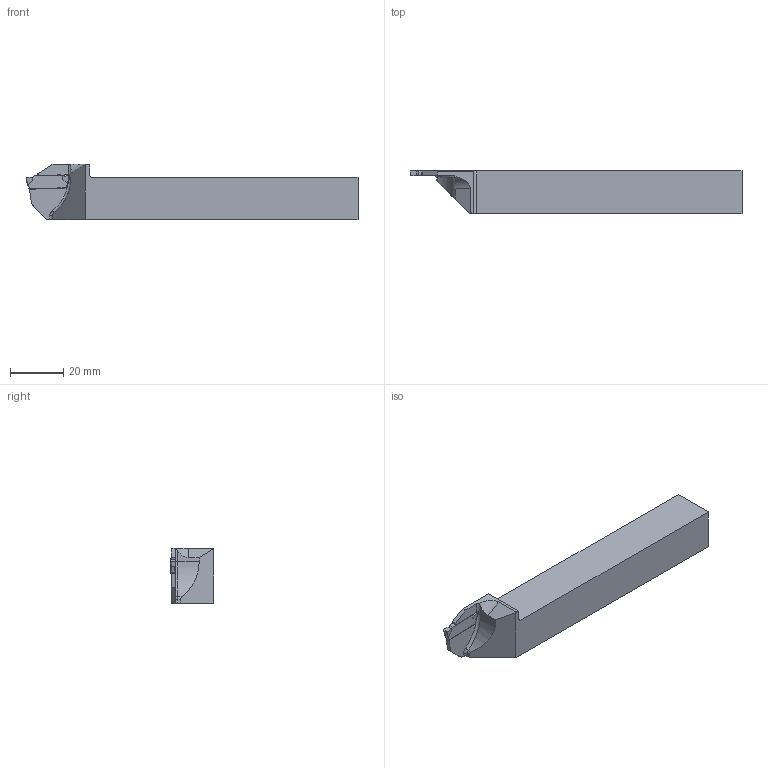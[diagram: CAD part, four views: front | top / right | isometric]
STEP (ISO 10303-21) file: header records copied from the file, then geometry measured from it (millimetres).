
FILE_DESCRIPTION(/* description */ (''),/* implementation_level */ '2;1');
FILE_NAME(/* name */ 'ADKT-ZCC2-L-1616-2-R16-K-S.stp',/* time_stamp */ '2023-10-19T17:19:46+03:00',/* author */ (''),/* organization */ (''),/* preprocessor_version */ 'ST-DEVELOPER v19.4',/* originating_system */ 'SIEMENS PLM Software NX2306.3001',/* authorisation */ '');
FILE_SCHEMA (('AUTOMOTIVE_DESIGN { 1 0 10303 214 3 1 1 1 }'));
Length unit declared in the file: millimetre
Products named in the file (1): ADKT-ZCC2-R-1616-2-R16-K-S_objects
Bounding box: 125 x 16.19 x 21 mm (x, y, z)
Volume: 28573.4 mm3; surface area: 8243.8 mm2
Topology: 2 solids, 2 shells, 73 faces, 195 edges, 126 vertices
Faces by surface type: plane 47, cylinder 23, torus 2, cone 1
Entity records: 2304 total; most frequent: CARTESIAN_POINT 401, DIRECTION 393, ORIENTED_EDGE 390, EDGE_CURVE 195, LINE 141, VECTOR 141, VERTEX_POINT 126, AXIS2_PLACEMENT_3D 126
